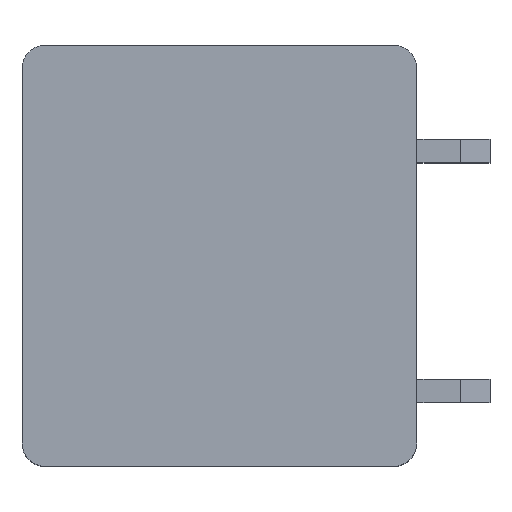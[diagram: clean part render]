
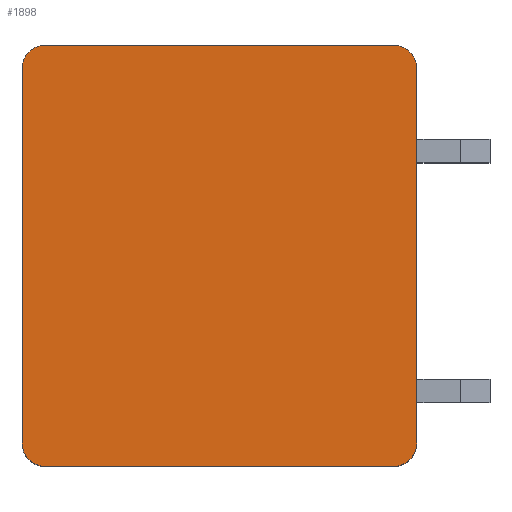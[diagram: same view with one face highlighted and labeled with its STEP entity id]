
A CAD part, top view. The second image highlights one B-rep face of the part: STEP entity #1898.
In plain terms, the highlighted planar face has unit normal (0, 0, 1).
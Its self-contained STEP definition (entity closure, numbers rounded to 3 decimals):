
#253=CARTESIAN_POINT('',(-5.95,6.4,1.75));
#254=DIRECTION('',(0.,0.,1.));
#255=DIRECTION('',(0.,1.,0.));
#256=AXIS2_PLACEMENT_3D('',#253,#254,#255);
#258=DIRECTION('',(-1.,0.,0.));
#259=VECTOR('',#258,11.9);
#260=CARTESIAN_POINT('',(5.95,7.2,1.75));
#261=LINE('',#260,#259);
#262=CARTESIAN_POINT('',(5.95,6.4,1.75));
#263=DIRECTION('',(0.,0.,1.));
#264=DIRECTION('',(1.,0.,0.));
#265=AXIS2_PLACEMENT_3D('',#262,#263,#264);
#267=DIRECTION('',(0.,1.,0.));
#268=VECTOR('',#267,12.8);
#269=CARTESIAN_POINT('',(6.75,-6.4,1.75));
#270=LINE('',#269,#268);
#271=CARTESIAN_POINT('',(5.95,-6.4,1.75));
#272=DIRECTION('',(0.,0.,1.));
#273=DIRECTION('',(0.,-1.,0.));
#274=AXIS2_PLACEMENT_3D('',#271,#272,#273);
#276=DIRECTION('',(1.,0.,0.));
#277=VECTOR('',#276,11.9);
#278=CARTESIAN_POINT('',(-5.95,-7.2,1.75));
#279=LINE('',#278,#277);
#280=CARTESIAN_POINT('',(-5.95,-6.4,1.75));
#281=DIRECTION('',(0.,0.,1.));
#282=DIRECTION('',(-1.,0.,0.));
#283=AXIS2_PLACEMENT_3D('',#280,#281,#282);
#285=DIRECTION('',(0.,-1.,0.));
#286=VECTOR('',#285,12.8);
#287=CARTESIAN_POINT('',(-6.75,6.4,1.75));
#288=LINE('',#287,#286);
#1343=CARTESIAN_POINT('',(-5.95,7.2,1.75));
#1344=VERTEX_POINT('',#1343);
#1345=CARTESIAN_POINT('',(-6.75,6.4,1.75));
#1346=VERTEX_POINT('',#1345);
#1351=CARTESIAN_POINT('',(6.75,6.4,1.75));
#1352=VERTEX_POINT('',#1351);
#1353=CARTESIAN_POINT('',(5.95,7.2,1.75));
#1354=VERTEX_POINT('',#1353);
#1359=CARTESIAN_POINT('',(-6.75,-6.4,1.75));
#1360=VERTEX_POINT('',#1359);
#1361=CARTESIAN_POINT('',(-5.95,-7.2,1.75));
#1362=VERTEX_POINT('',#1361);
#1367=CARTESIAN_POINT('',(5.95,-7.2,1.75));
#1368=VERTEX_POINT('',#1367);
#1369=CARTESIAN_POINT('',(6.75,-6.4,1.75));
#1370=VERTEX_POINT('',#1369);
#1883=CARTESIAN_POINT('',(0.,0.,1.75));
#1884=DIRECTION('',(0.,0.,1.));
#1885=DIRECTION('',(1.,0.,0.));
#1886=AXIS2_PLACEMENT_3D('',#1883,#1884,#1885);
#1887=PLANE('',#1886);
#1888=ORIENTED_EDGE('',*,*,#1683,.F.);
#1889=ORIENTED_EDGE('',*,*,#1699,.F.);
#1890=ORIENTED_EDGE('',*,*,#1768,.F.);
#1891=ORIENTED_EDGE('',*,*,#1783,.F.);
#1892=ORIENTED_EDGE('',*,*,#1836,.F.);
#1893=ORIENTED_EDGE('',*,*,#1849,.F.);
#1894=ORIENTED_EDGE('',*,*,#1864,.F.);
#1895=ORIENTED_EDGE('',*,*,#1876,.F.);
#1896=EDGE_LOOP('',(#1888,#1889,#1890,#1891,#1892,#1893,#1894,#1895));
#1897=FACE_OUTER_BOUND('',#1896,.F.);
#257=CIRCLE('',#256,0.8);
#266=CIRCLE('',#265,0.8);
#275=CIRCLE('',#274,0.8);
#284=CIRCLE('',#283,0.8);
#1683=EDGE_CURVE('',#1344,#1346,#257,.T.);
#1699=EDGE_CURVE('',#1354,#1344,#261,.T.);
#1768=EDGE_CURVE('',#1352,#1354,#266,.T.);
#1783=EDGE_CURVE('',#1370,#1352,#270,.T.);
#1836=EDGE_CURVE('',#1368,#1370,#275,.T.);
#1849=EDGE_CURVE('',#1362,#1368,#279,.T.);
#1864=EDGE_CURVE('',#1360,#1362,#284,.T.);
#1876=EDGE_CURVE('',#1346,#1360,#288,.T.);
#1898=ADVANCED_FACE('',(#1897),#1887,.T.);
